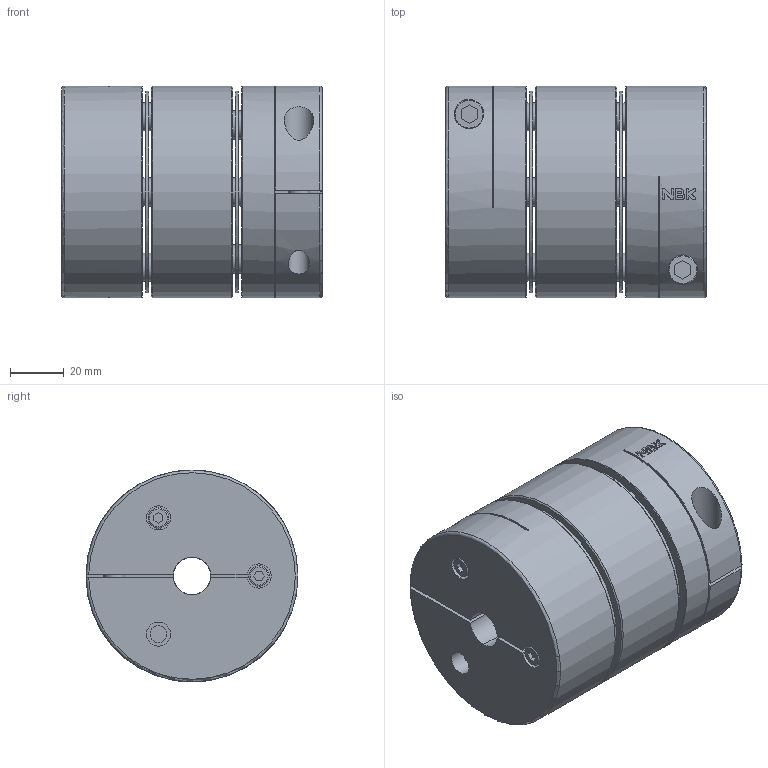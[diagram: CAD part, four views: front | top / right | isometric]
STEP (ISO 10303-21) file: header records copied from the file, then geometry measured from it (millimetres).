
FILE_DESCRIPTION(/* description */ ('STEP AP214'),/* implementation_level */ '2;1');
FILE_NAME(/* name */ 'XHW-79C-14-14',/* time_stamp */ '2024-06-05T11:26:47+02:00',/* author */ ('License CC BY-ND 4.0'),/* organization */ ('CADENAS'),/* preprocessor_version */ 'ST-DEVELOPER v19.3',/* originating_system */ 'PARTsolutions',/* authorisation */ ' ');
FILE_SCHEMA (('AUTOMOTIVE_DESIGN {1 0 10303 214 3 1 1}'));
Length unit declared in the file: millimetre
Products named in the file (5): XHW-79C-14-14; XHW-79C - 14-14 - Hub 1-2.0; XHW-79C - Disk-2.0; XHW-79C_Spacer_2.0; XHW-79C - 14-14 - Hub 2-2.0
Assembly tree (5 placements, depth 2):
  XHW-79C-14-14
    XHW-79C - 14-14 - Hub 1-2.0
    XHW-79C - Disk-2.0  x2
    XHW-79C_Spacer_2.0
    XHW-79C - 14-14 - Hub 2-2.0
Bounding box: 97.2 x 79 x 79 mm (x, y, z)
Volume: 384796.3 mm3; surface area: 84250.5 mm2
Topology: 5 solids, 5 shells, 201 faces, 482 edges, 320 vertices
Faces by surface type: plane 123, cylinder 64, cone 8, torus 6
Full cylindrical faces by diameter (mm): 6.3 x4, 7.65 x4, 8 x4, 9 x4, 10.5 x16, 11 x2, 14 x2, 43 x3, 75 x2, 79 x3
Entity records: 5450 total; most frequent: CARTESIAN_POINT 1052, DIRECTION 888, ORIENTED_EDGE 780, EDGE_CURVE 390, AXIS2_PLACEMENT_3D 327, EDGE_LOOP 296, FACE_BOUND 296, VERTEX_POINT 288
